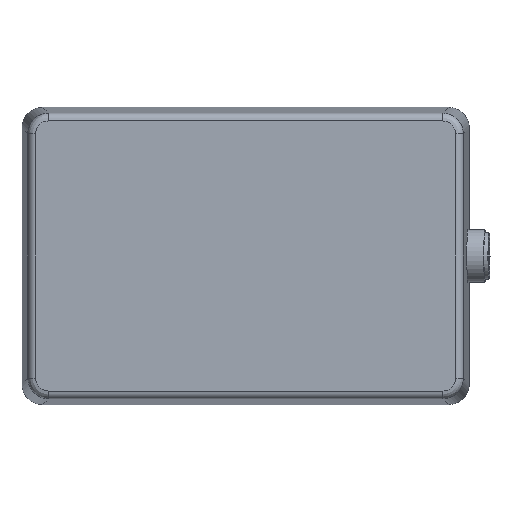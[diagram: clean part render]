
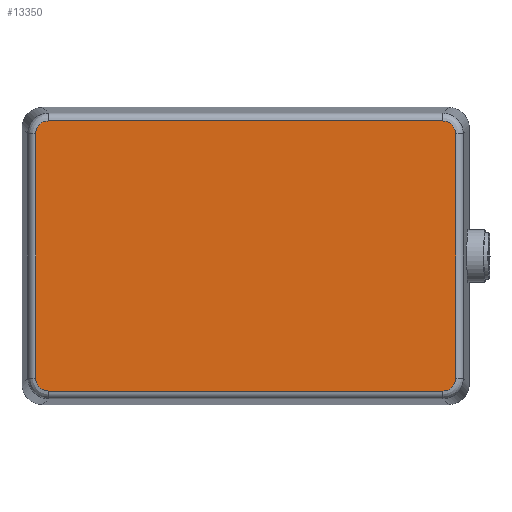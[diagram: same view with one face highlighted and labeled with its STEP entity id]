
A CAD part, front view. The second image highlights one B-rep face of the part: STEP entity #13350.
In plain terms, the highlighted face is planar.
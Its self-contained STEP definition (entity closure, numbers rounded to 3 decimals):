
#71=ELLIPSE('',#14593,2.503,2.5);
#72=ELLIPSE('',#14595,2.503,2.5);
#75=ELLIPSE('',#14603,2.503,2.5);
#76=ELLIPSE('',#14605,2.503,2.5);
#703=PLANE('',#14614);
#1459=FACE_OUTER_BOUND('',#2315,.T.);
#2315=EDGE_LOOP('',(#10923,#10924,#10925,#10926,#10927,#10928,#10929,#10930));
#4056=LINE('',#31496,#4845);
#4058=LINE('',#31562,#4847);
#4059=LINE('',#31567,#4848);
#4061=LINE('',#31630,#4850);
#4845=VECTOR('',#17012,76.806);
#4847=VECTOR('',#17030,47.606);
#4848=VECTOR('',#17035,47.606);
#4850=VECTOR('',#17051,76.806);
#6079=VERTEX_POINT('',#31489);
#6082=VERTEX_POINT('',#31494);
#6083=VERTEX_POINT('',#31522);
#6086=VERTEX_POINT('',#31553);
#6087=VERTEX_POINT('',#31558);
#6090=VERTEX_POINT('',#31565);
#6091=VERTEX_POINT('',#31594);
#6094=VERTEX_POINT('',#31625);
#7763=EDGE_CURVE('',#6082,#6079,#4056,.T.);
#7766=EDGE_CURVE('',#6079,#6083,#71,.T.);
#7768=EDGE_CURVE('',#6086,#6082,#72,.T.);
#7772=EDGE_CURVE('',#6083,#6087,#4058,.T.);
#7774=EDGE_CURVE('',#6090,#6086,#4059,.T.);
#7778=EDGE_CURVE('',#6087,#6091,#75,.T.);
#7780=EDGE_CURVE('',#6094,#6090,#76,.T.);
#7782=EDGE_CURVE('',#6091,#6094,#4061,.T.);
#10923=ORIENTED_EDGE('',*,*,#7763,.F.);
#10924=ORIENTED_EDGE('',*,*,#7768,.F.);
#10925=ORIENTED_EDGE('',*,*,#7774,.F.);
#10926=ORIENTED_EDGE('',*,*,#7780,.F.);
#10927=ORIENTED_EDGE('',*,*,#7782,.F.);
#10928=ORIENTED_EDGE('',*,*,#7778,.F.);
#10929=ORIENTED_EDGE('',*,*,#7772,.F.);
#10930=ORIENTED_EDGE('',*,*,#7766,.F.);
#13350=ADVANCED_FACE('',(#1459),#703,.F.);
#14593=AXIS2_PLACEMENT_3D('',#31526,#17017,#17018);
#14595=AXIS2_PLACEMENT_3D('',#31555,#17021,#17022);
#14603=AXIS2_PLACEMENT_3D('',#31598,#17041,#17042);
#14605=AXIS2_PLACEMENT_3D('',#31627,#17045,#17046);
#14614=AXIS2_PLACEMENT_3D('',#31650,#17072,#17073);
#17012=DIRECTION('',(1.,0.,0.));
#17017=DIRECTION('center_axis',(0.,0.,1.));
#17018=DIRECTION('ref_axis',(0.707,-0.707,0.));
#17021=DIRECTION('center_axis',(0.,0.,1.));
#17022=DIRECTION('ref_axis',(-0.707,-0.707,0.));
#17030=DIRECTION('',(0.,1.,0.));
#17035=DIRECTION('',(0.,-1.,0.));
#17041=DIRECTION('center_axis',(0.,0.,1.));
#17042=DIRECTION('ref_axis',(0.707,0.707,0.));
#17045=DIRECTION('center_axis',(0.,0.,1.));
#17046=DIRECTION('ref_axis',(-0.707,0.707,0.));
#17051=DIRECTION('',(-1.,0.,0.));
#17072=DIRECTION('center_axis',(0.,0.,1.));
#17073=DIRECTION('ref_axis',(1.,0.,0.));
#31489=CARTESIAN_POINT('',(38.403,-26.301,0.));
#31494=CARTESIAN_POINT('',(-38.403,-26.301,0.));
#31496=CARTESIAN_POINT('',(0.,-26.301,0.));
#31522=CARTESIAN_POINT('',(40.901,-23.803,0.));
#31526=CARTESIAN_POINT('Origin',(38.4,-23.8,0.));
#31553=CARTESIAN_POINT('',(-40.901,-23.803,0.));
#31555=CARTESIAN_POINT('Origin',(-38.4,-23.8,0.));
#31558=CARTESIAN_POINT('',(40.901,23.803,0.));
#31562=CARTESIAN_POINT('',(40.901,0.,0.));
#31565=CARTESIAN_POINT('',(-40.901,23.803,0.));
#31567=CARTESIAN_POINT('',(-40.901,0.,0.));
#31594=CARTESIAN_POINT('',(38.403,26.301,0.));
#31598=CARTESIAN_POINT('Origin',(38.4,23.8,0.));
#31625=CARTESIAN_POINT('',(-38.403,26.301,0.));
#31627=CARTESIAN_POINT('Origin',(-38.4,23.8,0.));
#31630=CARTESIAN_POINT('',(0.,26.301,0.));
#31650=CARTESIAN_POINT('Origin',(0.,0.,0.));
